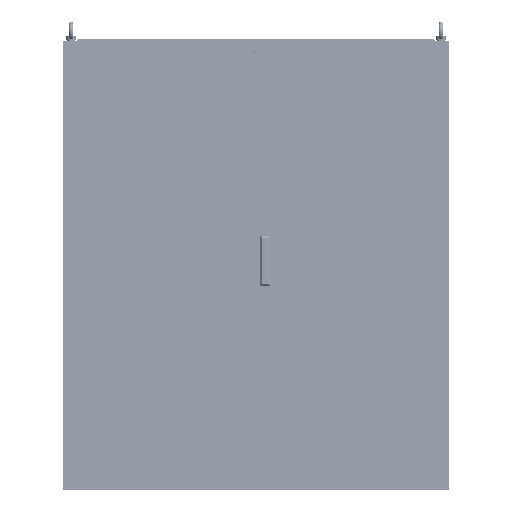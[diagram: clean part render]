
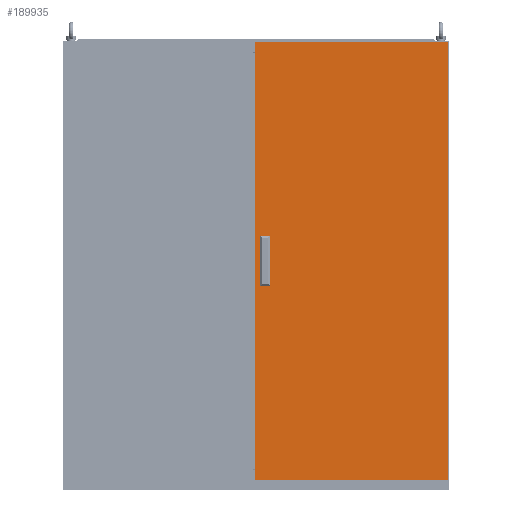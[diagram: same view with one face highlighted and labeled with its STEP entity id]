
A CAD part, top view. The second image highlights one B-rep face of the part: STEP entity #189935.
In plain terms, the highlighted planar face has unit normal (0, 0, 1).
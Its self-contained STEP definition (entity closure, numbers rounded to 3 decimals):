
#866 = PLANE ( 'NONE',  #41096 ) ;
#6210 = LINE ( 'NONE', #138280, #40568 ) ;
#6949 = CARTESIAN_POINT ( 'NONE',  ( -3., 697., 0. ) ) ;
#9003 = EDGE_CURVE ( 'NONE', #20322, #81931, #37040, .T. ) ;
#11237 = VECTOR ( 'NONE', #198199, 1000. ) ;
#15791 = CARTESIAN_POINT ( 'NONE',  ( 597., -670., 0. ) ) ;
#15919 = FACE_BOUND ( 'NONE', #187982, .T. ) ;
#16073 = VERTEX_POINT ( 'NONE', #51396 ) ;
#20322 = VERTEX_POINT ( 'NONE', #15791 ) ;
#24886 = LINE ( 'NONE', #37899, #69281 ) ;
#26748 = LINE ( 'NONE', #176123, #169768 ) ;
#26868 = VERTEX_POINT ( 'NONE', #74536 ) ;
#30737 = CARTESIAN_POINT ( 'NONE',  ( 41.5, -61.5, 0. ) ) ;
#36061 = CARTESIAN_POINT ( 'NONE',  ( 41.5, 38.5, 0. ) ) ;
#37040 = LINE ( 'NONE', #89018, #202386 ) ;
#37899 = CARTESIAN_POINT ( 'NONE',  ( 16.5, -61.5, 0. ) ) ;
#37929 = CARTESIAN_POINT ( 'NONE',  ( 16.5, 88.5, 0. ) ) ;
#38416 = ORIENTED_EDGE ( 'NONE', *, *, #43235, .F. ) ;
#40381 = DIRECTION ( 'NONE',  ( 0., -1., 0. ) ) ;
#40568 = VECTOR ( 'NONE', #121988, 1000. ) ;
#41096 = AXIS2_PLACEMENT_3D ( 'NONE', #197666, #86258, #167505 ) ;
#42627 = VECTOR ( 'NONE', #208479, 1000. ) ;
#43235 = EDGE_CURVE ( 'NONE', #91229, #99925, #168630, .T. ) ;
#45018 = EDGE_LOOP ( 'NONE', ( #105258, #203992, #178042, #169207 ) ) ;
#48605 = CARTESIAN_POINT ( 'NONE',  ( 41.5, -11.5, 0. ) ) ;
#51396 = CARTESIAN_POINT ( 'NONE',  ( 16.5, -11.5, 0. ) ) ;
#52604 = EDGE_CURVE ( 'NONE', #81931, #26868, #6210, .T. ) ;
#54943 = CARTESIAN_POINT ( 'NONE',  ( 41.5, 88.5, 0. ) ) ;
#56173 = ORIENTED_EDGE ( 'NONE', *, *, #72222, .F. ) ;
#64927 = DIRECTION ( 'NONE',  ( 0., 1., 0. ) ) ;
#66159 = LINE ( 'NONE', #179951, #11237 ) ;
#69215 = LINE ( 'NONE', #118010, #106873 ) ;
#69281 = VECTOR ( 'NONE', #102906, 1000. ) ;
#69337 = ORIENTED_EDGE ( 'NONE', *, *, #98859, .F. ) ;
#69590 = DIRECTION ( 'NONE',  ( 0., 1., 0. ) ) ;
#69799 = EDGE_CURVE ( 'NONE', #136406, #106611, #69215, .T. ) ;
#70040 = VERTEX_POINT ( 'NONE', #75609 ) ;
#70044 = VERTEX_POINT ( 'NONE', #95130 ) ;
#72222 = EDGE_CURVE ( 'NONE', #168462, #136406, #26748, .T. ) ;
#74536 = CARTESIAN_POINT ( 'NONE',  ( -3., 697., 0. ) ) ;
#75609 = CARTESIAN_POINT ( 'NONE',  ( -3., -670., 0. ) ) ;
#78929 = CARTESIAN_POINT ( 'NONE',  ( 16.5, 38.5, 0. ) ) ;
#80341 = DIRECTION ( 'NONE',  ( 1., 0., 0. ) ) ;
#81931 = VERTEX_POINT ( 'NONE', #162974 ) ;
#81948 = FACE_OUTER_BOUND ( 'NONE', #45018, .T. ) ;
#86088 = EDGE_CURVE ( 'NONE', #106611, #16073, #196903, .T. ) ;
#86258 = DIRECTION ( 'NONE',  ( 0., 0., 1. ) ) ;
#86447 = ORIENTED_EDGE ( 'NONE', *, *, #105955, .F. ) ;
#86571 = VECTOR ( 'NONE', #80341, 1000. ) ;
#87961 = VECTOR ( 'NONE', #69590, 1000. ) ;
#89018 = CARTESIAN_POINT ( 'NONE',  ( 597., 697., 0. ) ) ;
#91229 = VERTEX_POINT ( 'NONE', #54943 ) ;
#91629 = DIRECTION ( 'NONE',  ( -1., 0., 0. ) ) ;
#95130 = CARTESIAN_POINT ( 'NONE',  ( 41.5, 38.5, 0. ) ) ;
#97169 = EDGE_LOOP ( 'NONE', ( #86447, #38416, #131155, #153777 ) ) ;
#98859 = EDGE_CURVE ( 'NONE', #16073, #168462, #24886, .T. ) ;
#99925 = VERTEX_POINT ( 'NONE', #37929 ) ;
#102906 = DIRECTION ( 'NONE',  ( 0., -1., 0. ) ) ;
#105258 = ORIENTED_EDGE ( 'NONE', *, *, #204543, .T. ) ;
#105955 = EDGE_CURVE ( 'NONE', #99925, #137096, #66159, .T. ) ;
#106611 = VERTEX_POINT ( 'NONE', #118455 ) ;
#106873 = VECTOR ( 'NONE', #64927, 1000. ) ;
#111459 = EDGE_CURVE ( 'NONE', #137096, #70044, #159972, .T. ) ;
#112223 = EDGE_CURVE ( 'NONE', #70044, #91229, #121604, .T. ) ;
#113493 = ORIENTED_EDGE ( 'NONE', *, *, #86088, .F. ) ;
#117650 = FACE_BOUND ( 'NONE', #97169, .T. ) ;
#118010 = CARTESIAN_POINT ( 'NONE',  ( 41.5, -61.5, 0. ) ) ;
#118455 = CARTESIAN_POINT ( 'NONE',  ( 41.5, -11.5, 0. ) ) ;
#119500 = LINE ( 'NONE', #6949, #138071 ) ;
#121604 = LINE ( 'NONE', #36061, #87961 ) ;
#121988 = DIRECTION ( 'NONE',  ( -1., 0., 0. ) ) ;
#128112 = LINE ( 'NONE', #160584, #86571 ) ;
#131155 = ORIENTED_EDGE ( 'NONE', *, *, #112223, .F. ) ;
#136406 = VERTEX_POINT ( 'NONE', #30737 ) ;
#137096 = VERTEX_POINT ( 'NONE', #78929 ) ;
#138071 = VECTOR ( 'NONE', #40381, 1000. ) ;
#138280 = CARTESIAN_POINT ( 'NONE',  ( -3., 697., 0. ) ) ;
#149035 = DIRECTION ( 'NONE',  ( 1., 0., 0. ) ) ;
#153470 = CARTESIAN_POINT ( 'NONE',  ( 41.5, 88.5, 0. ) ) ;
#153777 = ORIENTED_EDGE ( 'NONE', *, *, #111459, .F. ) ;
#159972 = LINE ( 'NONE', #192297, #42627 ) ;
#160584 = CARTESIAN_POINT ( 'NONE',  ( -3., -670., 0. ) ) ;
#162974 = CARTESIAN_POINT ( 'NONE',  ( 597., 697., 0. ) ) ;
#164578 = DIRECTION ( 'NONE',  ( -1., 0., 0. ) ) ;
#167505 = DIRECTION ( 'NONE',  ( 1., 0., 0. ) ) ;
#168462 = VERTEX_POINT ( 'NONE', #180046 ) ;
#168630 = LINE ( 'NONE', #153470, #208671 ) ;
#169207 = ORIENTED_EDGE ( 'NONE', *, *, #52604, .T. ) ;
#169768 = VECTOR ( 'NONE', #149035, 1000. ) ;
#176123 = CARTESIAN_POINT ( 'NONE',  ( 41.5, -61.5, 0. ) ) ;
#178042 = ORIENTED_EDGE ( 'NONE', *, *, #9003, .T. ) ;
#179951 = CARTESIAN_POINT ( 'NONE',  ( 16.5, 38.5, 0. ) ) ;
#180046 = CARTESIAN_POINT ( 'NONE',  ( 16.5, -61.5, 0. ) ) ;
#187982 = EDGE_LOOP ( 'NONE', ( #69337, #113493, #199571, #56173 ) ) ;
#189935 = ADVANCED_FACE ( 'NONE', ( #117650, #15919, #81948 ), #866, .T. ) ;
#191458 = EDGE_CURVE ( 'NONE', #70040, #20322, #128112, .T. ) ;
#192297 = CARTESIAN_POINT ( 'NONE',  ( 41.5, 38.5, 0. ) ) ;
#196903 = LINE ( 'NONE', #48605, #209110 ) ;
#197666 = CARTESIAN_POINT ( 'NONE',  ( 0., 0., 0. ) ) ;
#198199 = DIRECTION ( 'NONE',  ( 0., -1., 0. ) ) ;
#199571 = ORIENTED_EDGE ( 'NONE', *, *, #69799, .F. ) ;
#202386 = VECTOR ( 'NONE', #205771, 1000. ) ;
#203992 = ORIENTED_EDGE ( 'NONE', *, *, #191458, .T. ) ;
#204543 = EDGE_CURVE ( 'NONE', #26868, #70040, #119500, .T. ) ;
#205771 = DIRECTION ( 'NONE',  ( 0., 1., 0. ) ) ;
#208479 = DIRECTION ( 'NONE',  ( 1., 0., 0. ) ) ;
#208671 = VECTOR ( 'NONE', #91629, 1000. ) ;
#209110 = VECTOR ( 'NONE', #164578, 1000. ) ;
